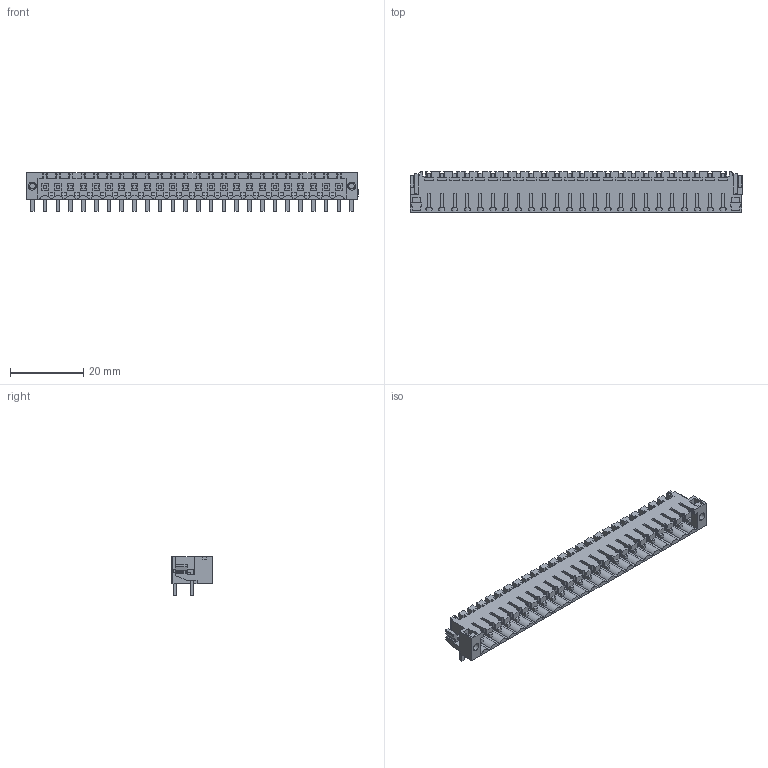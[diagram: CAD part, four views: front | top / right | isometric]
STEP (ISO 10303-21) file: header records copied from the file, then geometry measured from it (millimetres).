
FILE_DESCRIPTION(('CATIA V5 STEP Exchange','CAx-IF Rec.Pracs.--- Model Styling and Organization---1.2---2011-12-15'),'2;1');
FILE_NAME ('D1457223_0_1842070000_1842070000.stp','2018-03-14T12:43:37+00:00',('none'),('Weidmueller'),'CATIA Version 5-6 Release 2014','CATIA V5 STEP AP214','none');
FILE_SCHEMA(('AUTOMOTIVE_DESIGN { 1 0 10303 214 1 1 1 1 }'));
Products named in the file (1): 1842070000
Bounding box: 90.95 x 11.05 x 10.65 mm (x, y, z)
Volume: 3209.4 mm3; surface area: 8640.8 mm2
Topology: 27 solids, 27 shells, 1772 faces, 5379 edges, 3710 vertices
Faces by surface type: plane 1640, cylinder 132
Entity records: 57116 total; most frequent: ORIENTED_EDGE 10758, CARTESIAN_POINT 10076, DIRECTION 7305, EDGE_CURVE 5379, VECTOR 5115, LINE 5115, VERTEX_POINT 3710, EDGE_LOOP 1877
